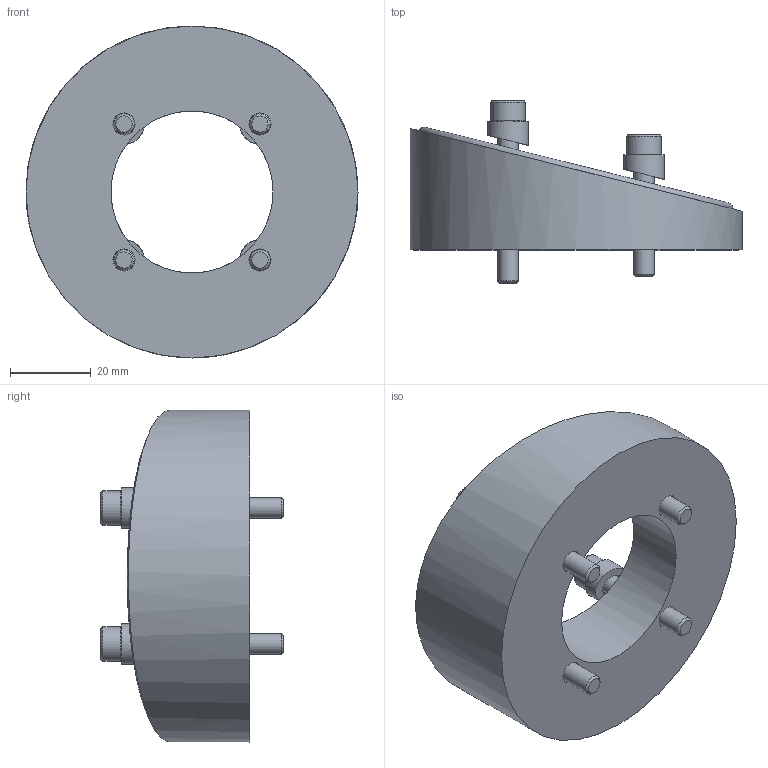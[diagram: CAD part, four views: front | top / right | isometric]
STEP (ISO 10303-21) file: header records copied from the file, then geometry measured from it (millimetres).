
FILE_DESCRIPTION (( 'STEP AP214' ), '1' );
FILE_NAME ('57037600.STEP', '2020-05-05T10:54:10', ( '' ), ( '' ), 'SwSTEP 2.0', 'SolidWorks 2018', '' );
FILE_SCHEMA (( 'AUTOMOTIVE_DESIGN' ));
Length unit declared in the file: millimetre
Products named in the file (16): 82456; 40000034545; 57037600; 84196; 40000010895; 84195
Assembly tree (10 placements, depth 2):
  82456
  40000034545
  57037600
    84196
    40000010895  x2
    84195  x4
    40000034545  x2
    82456
  84196
  40000034545
Bounding box: 82 x 45 x 82 mm (x, y, z)
Volume: 82767.4 mm3; surface area: 24751.9 mm2
Topology: 10 solids, 10 shells, 114 faces, 224 edges, 138 vertices
Faces by surface type: plane 72, cylinder 24, torus 14, cone 4
Full cylindrical faces by diameter (mm): 5 x4, 5.5 x4, 6 x4, 8.5 x4, 10 x4, 40 x1, 74 x1, 80 x1, 82 x1
Entity records: 1810 total; most frequent: CARTESIAN_POINT 275, DIRECTION 260, ORIENTED_EDGE 174, AXIS2_PLACEMENT_3D 106, EDGE_LOOP 104, EDGE_CURVE 87, FACE_OUTER_BOUND 84, VERTEX_POINT 65
